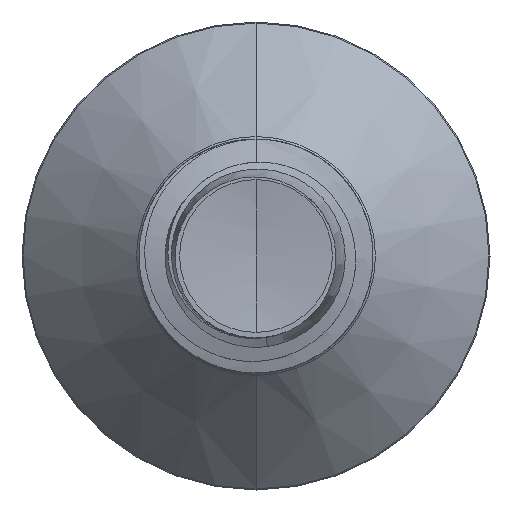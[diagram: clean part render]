
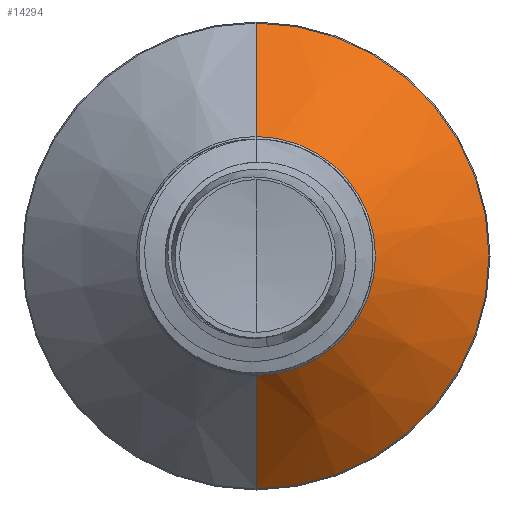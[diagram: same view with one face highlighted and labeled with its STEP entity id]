
A CAD part, front view. The second image highlights one B-rep face of the part: STEP entity #14294.
In plain terms, the highlighted conical face has half-angle 45 degrees and reference radius 2.042 mm.
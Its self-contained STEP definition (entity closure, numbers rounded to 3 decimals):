
#610 = VERTEX_POINT ( 'NONE', #15112 ) ;
#1651 = EDGE_CURVE ( 'NONE', #11579, #35259, #31676, .T. ) ;
#3674 = CARTESIAN_POINT ( 'NONE',  ( 0., 16.342, 0. ) ) ;
#4733 = ORIENTED_EDGE ( 'NONE', *, *, #7669, .F. ) ;
#6682 = VECTOR ( 'NONE', #11717, 1000. ) ;
#6859 = VECTOR ( 'NONE', #28195, 1000. ) ;
#7540 = LINE ( 'NONE', #28432, #6682 ) ;
#7669 = EDGE_CURVE ( 'NONE', #29073, #610, #8085, .T. ) ;
#7739 = LINE ( 'NONE', #25013, #6859 ) ;
#7777 = EDGE_CURVE ( 'NONE', #35259, #610, #7739, .T. ) ;
#8085 = CIRCLE ( 'NONE', #34185, 3.982 ) ;
#8299 = DIRECTION ( 'NONE',  ( 0., 1., 0. ) ) ;
#9307 = CARTESIAN_POINT ( 'NONE',  ( 0., 18.282, 3.982 ) ) ;
#11579 = VERTEX_POINT ( 'NONE', #14973 ) ;
#11717 = DIRECTION ( 'NONE',  ( 0., 0.707, 0.707 ) ) ;
#13357 = CARTESIAN_POINT ( 'NONE',  ( 0., 16.342, 0. ) ) ;
#13723 = ORIENTED_EDGE ( 'NONE', *, *, #31481, .F. ) ;
#14163 = CARTESIAN_POINT ( 'NONE',  ( 0., 18.282, 0. ) ) ;
#14180 = EDGE_LOOP ( 'NONE', ( #26463, #26824, #4733, #13723 ) ) ;
#14294 = ADVANCED_FACE ( 'NONE', ( #26835 ), #25108, .T. ) ;
#14973 = CARTESIAN_POINT ( 'NONE',  ( 0., 16.342, 2.042 ) ) ;
#15112 = CARTESIAN_POINT ( 'NONE',  ( 0., 18.282, -3.982 ) ) ;
#16935 = DIRECTION ( 'NONE',  ( 0., 0., 1. ) ) ;
#23162 = DIRECTION ( 'NONE',  ( 0., 0., 1. ) ) ;
#25013 = CARTESIAN_POINT ( 'NONE',  ( 0., 16.342, -2.042 ) ) ;
#25108 = CONICAL_SURFACE ( 'NONE', #30469, 2.042, 0.785 ) ;
#26463 = ORIENTED_EDGE ( 'NONE', *, *, #1651, .T. ) ;
#26824 = ORIENTED_EDGE ( 'NONE', *, *, #7777, .T. ) ;
#26835 = FACE_OUTER_BOUND ( 'NONE', #14180, .T. ) ;
#28195 = DIRECTION ( 'NONE',  ( 0., 0.707, -0.707 ) ) ;
#28432 = CARTESIAN_POINT ( 'NONE',  ( 0., 16.342, 2.042 ) ) ;
#29073 = VERTEX_POINT ( 'NONE', #9307 ) ;
#29339 = DIRECTION ( 'NONE',  ( 0., 1., 0. ) ) ;
#30469 = AXIS2_PLACEMENT_3D ( 'NONE', #3674, #8299, #23162 ) ;
#30688 = AXIS2_PLACEMENT_3D ( 'NONE', #13357, #29339, #31941 ) ;
#31481 = EDGE_CURVE ( 'NONE', #11579, #29073, #7540, .T. ) ;
#31676 = CIRCLE ( 'NONE', #30688, 2.042 ) ;
#31941 = DIRECTION ( 'NONE',  ( 0., 0., 1. ) ) ;
#32913 = CARTESIAN_POINT ( 'NONE',  ( 0., 16.342, -2.042 ) ) ;
#33640 = DIRECTION ( 'NONE',  ( 0., 1., 0. ) ) ;
#34185 = AXIS2_PLACEMENT_3D ( 'NONE', #14163, #33640, #16935 ) ;
#35259 = VERTEX_POINT ( 'NONE', #32913 ) ;
